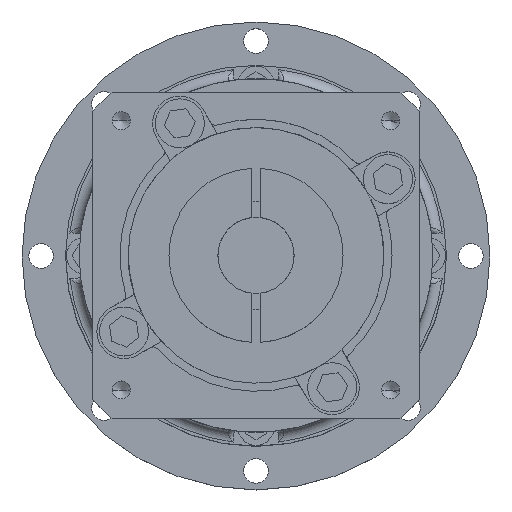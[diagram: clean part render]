
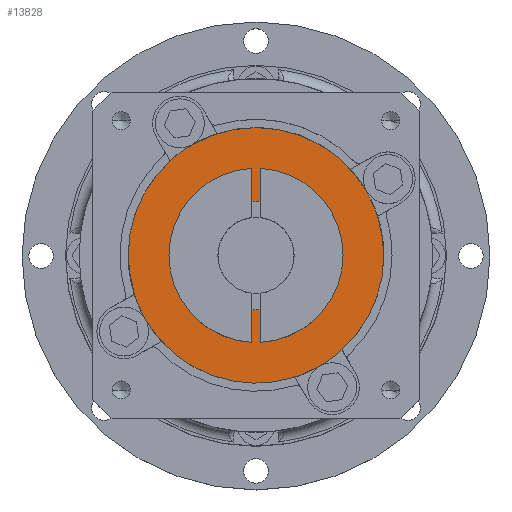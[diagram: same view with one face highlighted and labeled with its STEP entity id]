
A CAD part, top view. The second image highlights one B-rep face of the part: STEP entity #13828.
In plain terms, the highlighted planar face has unit normal (0, 0, 1).
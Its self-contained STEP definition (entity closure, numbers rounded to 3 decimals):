
#84 = CARTESIAN_POINT ( 'NONE',  ( 0., 0., -2. ) ) ;
#325 = PLANE ( 'NONE',  #12612 ) ;
#512 = CIRCLE ( 'NONE', #3775, 10. ) ;
#959 = DIRECTION ( 'NONE',  ( 0., 0., 1. ) ) ;
#1249 = DIRECTION ( 'NONE',  ( 1., 0., 0. ) ) ;
#1291 = DIRECTION ( 'NONE',  ( 0., 0., 1. ) ) ;
#1373 = CIRCLE ( 'NONE', #3665, 23.5 ) ;
#1415 = DIRECTION ( 'NONE',  ( 1., 0., 0. ) ) ;
#1452 = ORIENTED_EDGE ( 'NONE', *, *, #6103, .T. ) ;
#1653 = ORIENTED_EDGE ( 'NONE', *, *, #4193, .F. ) ;
#2621 = EDGE_CURVE ( 'NONE', #3243, #8341, #4078, .T. ) ;
#2771 = FACE_BOUND ( 'NONE', #9495, .T. ) ;
#3243 = VERTEX_POINT ( 'NONE', #10380 ) ;
#3665 = AXIS2_PLACEMENT_3D ( 'NONE', #84, #1291, #1249 ) ;
#3775 = AXIS2_PLACEMENT_3D ( 'NONE', #7932, #4983, #3777 ) ;
#3777 = DIRECTION ( 'NONE',  ( 1., 0., 0. ) ) ;
#4078 = CIRCLE ( 'NONE', #7650, 23.5 ) ;
#4193 = EDGE_CURVE ( 'NONE', #6388, #14056, #9658, .T. ) ;
#4983 = DIRECTION ( 'NONE',  ( 0., 0., 1. ) ) ;
#6069 = EDGE_CURVE ( 'NONE', #14056, #6388, #512, .T. ) ;
#6093 = CARTESIAN_POINT ( 'NONE',  ( 0., 0., -2. ) ) ;
#6103 = EDGE_CURVE ( 'NONE', #8341, #3243, #1373, .T. ) ;
#6228 = FACE_OUTER_BOUND ( 'NONE', #9750, .T. ) ;
#6388 = VERTEX_POINT ( 'NONE', #6844 ) ;
#6494 = CARTESIAN_POINT ( 'NONE',  ( -10., 0., -2. ) ) ;
#6844 = CARTESIAN_POINT ( 'NONE',  ( 10., 0., -2. ) ) ;
#7195 = CARTESIAN_POINT ( 'NONE',  ( 0., 0., -2. ) ) ;
#7594 = DIRECTION ( 'NONE',  ( 1., 0., 0. ) ) ;
#7650 = AXIS2_PLACEMENT_3D ( 'NONE', #6093, #13624, #13590 ) ;
#7932 = CARTESIAN_POINT ( 'NONE',  ( 0., 0., -2. ) ) ;
#8341 = VERTEX_POINT ( 'NONE', #11957 ) ;
#8381 = DIRECTION ( 'NONE',  ( 0., 0., 1. ) ) ;
#9034 = AXIS2_PLACEMENT_3D ( 'NONE', #11906, #959, #7594 ) ;
#9495 = EDGE_LOOP ( 'NONE', ( #10691, #1653 ) ) ;
#9658 = CIRCLE ( 'NONE', #9034, 10. ) ;
#9750 = EDGE_LOOP ( 'NONE', ( #1452, #11989 ) ) ;
#10380 = CARTESIAN_POINT ( 'NONE',  ( -23.5, 0., -2. ) ) ;
#10691 = ORIENTED_EDGE ( 'NONE', *, *, #6069, .F. ) ;
#11906 = CARTESIAN_POINT ( 'NONE',  ( 0., 0., -2. ) ) ;
#11957 = CARTESIAN_POINT ( 'NONE',  ( 23.5, 0., -2. ) ) ;
#11989 = ORIENTED_EDGE ( 'NONE', *, *, #2621, .T. ) ;
#12612 = AXIS2_PLACEMENT_3D ( 'NONE', #7195, #8381, #1415 ) ;
#13590 = DIRECTION ( 'NONE',  ( 1., 0., 0. ) ) ;
#13624 = DIRECTION ( 'NONE',  ( 0., 0., 1. ) ) ;
#13828 = ADVANCED_FACE ( 'NONE', ( #2771, #6228 ), #325, .T. ) ;
#14056 = VERTEX_POINT ( 'NONE', #6494 ) ;
